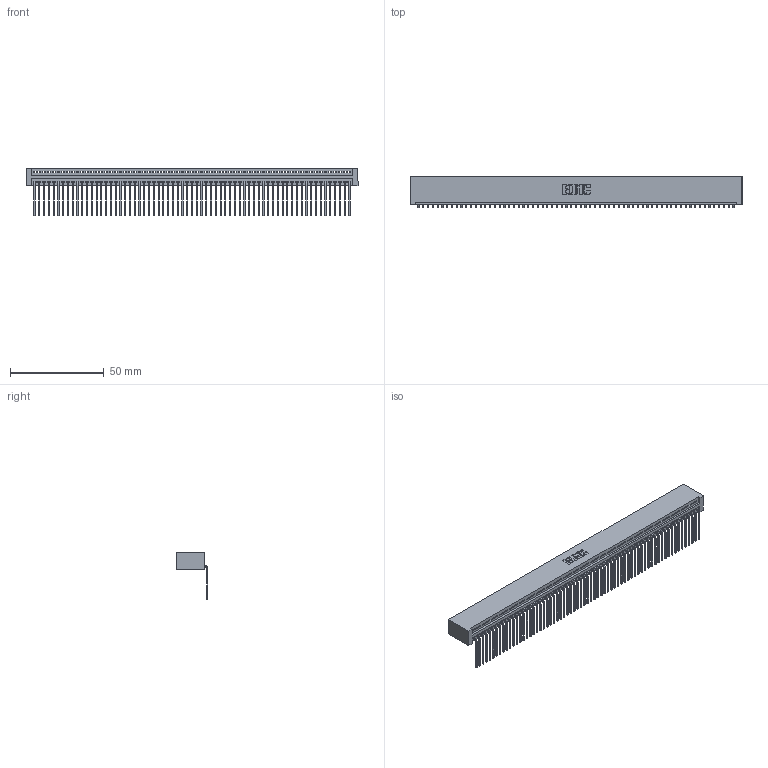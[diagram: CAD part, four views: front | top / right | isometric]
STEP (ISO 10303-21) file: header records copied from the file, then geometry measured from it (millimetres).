
FILE_DESCRIPTION (( 'STEP AP203' ), '1' );
FILE_NAME ('345-067-559-101.STEP', '2019-10-12T03:19:18', ( '' ), ( '' ), 'SwSTEP 2.0', 'SolidWorks 2016', '' );
FILE_SCHEMA (( 'CONFIG_CONTROL_DESIGN' ));
Length unit declared in the file: inch
Products named in the file (3): 345-067-559-101; 345-292-001_558 559 Tail - 1; 345 Part_No Mounting Lugs
Assembly tree (68 placements, depth 2):
  345-067-559-101
    345 Part_No Mounting Lugs
    345-292-001_558 559 Tail - 1  x67
Bounding box: 176.78 x 16.75 x 25.53 mm (x, y, z)
Volume: 17803.5 mm3; surface area: 25500.9 mm2
Topology: 68 solids, 68 shells, 4138 faces, 12511 edges, 8250 vertices
Faces by surface type: plane 2890, cylinder 1248
Entity records: 46867 total; most frequent: ORIENTED_EDGE 8126, CARTESIAN_POINT 8125, DIRECTION 7053, EDGE_CURVE 4063, VECTOR 3671, LINE 3671, VERTEX_POINT 2706, AXIS2_PLACEMENT_3D 1691
